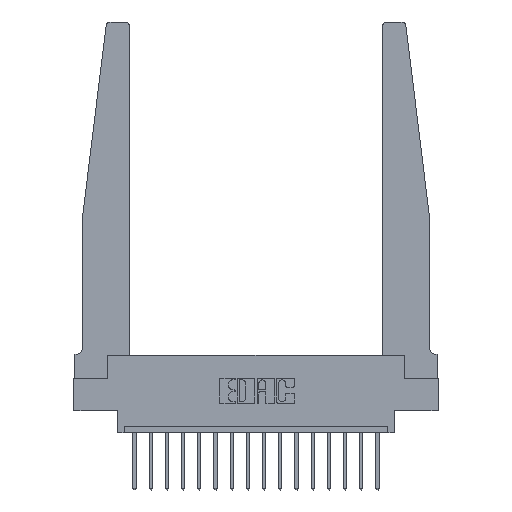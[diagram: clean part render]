
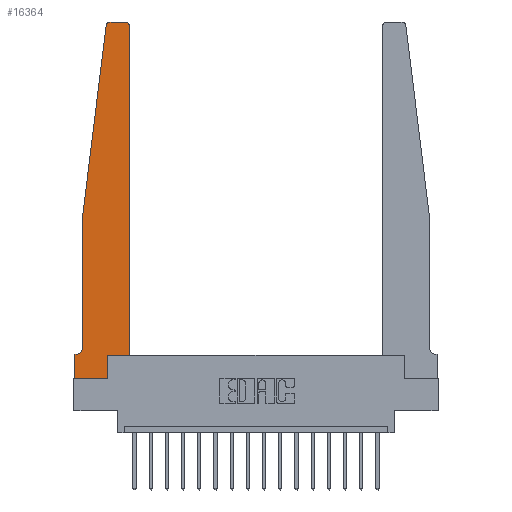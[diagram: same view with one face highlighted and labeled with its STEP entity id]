
A CAD part, top view. The second image highlights one B-rep face of the part: STEP entity #16364.
In plain terms, the highlighted planar face has unit normal (0, 0, 1).
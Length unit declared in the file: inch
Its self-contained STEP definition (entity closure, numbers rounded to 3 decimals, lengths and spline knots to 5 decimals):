
#74 = CARTESIAN_POINT ( 'NONE',  ( 0., 0., 0.37 ) ) ;
#88 = EDGE_CURVE ( 'NONE', #12409, #2252, #377, .T. ) ;
#89 = CARTESIAN_POINT ( 'NONE',  ( 0.065, 1.25, 0.37 ) ) ;
#377 = LINE ( 'NONE', #13624, #16337 ) ;
#718 = CIRCLE ( 'NONE', #12516, 0.03 ) ;
#726 = EDGE_CURVE ( 'NONE', #7119, #1272, #16516, .T. ) ;
#971 = VERTEX_POINT ( 'NONE', #977 ) ;
#977 = CARTESIAN_POINT ( 'NONE',  ( 0.065, 0.2375, 0.37 ) ) ;
#1045 = VERTEX_POINT ( 'NONE', #7291 ) ;
#1074 = CARTESIAN_POINT ( 'NONE',  ( 0.2605, 0.18, 0.37 ) ) ;
#1133 = CARTESIAN_POINT ( 'NONE',  ( 0., 0.1875, 0.37 ) ) ;
#1190 = ORIENTED_EDGE ( 'NONE', *, *, #4601, .T. ) ;
#1272 = VERTEX_POINT ( 'NONE', #1133 ) ;
#1349 = EDGE_CURVE ( 'NONE', #12212, #10398, #18309, .T. ) ;
#1772 = DIRECTION ( 'NONE',  ( 0., 0., 1. ) ) ;
#2252 = VERTEX_POINT ( 'NONE', #4591 ) ;
#2562 = CARTESIAN_POINT ( 'NONE',  ( 0.065, 1.25, 0.37 ) ) ;
#2579 = EDGE_CURVE ( 'NONE', #2252, #13139, #14134, .T. ) ;
#2727 = VECTOR ( 'NONE', #10819, 39.37008 ) ;
#3080 = CARTESIAN_POINT ( 'NONE',  ( 0.27653, 2.75, 0.37 ) ) ;
#3228 = DIRECTION ( 'NONE',  ( 1., 0., 0. ) ) ;
#3438 = VECTOR ( 'NONE', #5703, 39.37008 ) ;
#3593 = AXIS2_PLACEMENT_3D ( 'NONE', #17871, #7994, #16528 ) ;
#3700 = VECTOR ( 'NONE', #5878, 39.37008 ) ;
#3789 = ORIENTED_EDGE ( 'NONE', *, *, #726, .T. ) ;
#3844 = EDGE_CURVE ( 'NONE', #12577, #971, #16204, .T. ) ;
#4047 = VERTEX_POINT ( 'NONE', #4840 ) ;
#4059 = LINE ( 'NONE', #6789, #4235 ) ;
#4093 = VECTOR ( 'NONE', #6827, 39.37008 ) ;
#4200 = VECTOR ( 'NONE', #8620, 39.37008 ) ;
#4235 = VECTOR ( 'NONE', #16952, 39.37008 ) ;
#4591 = CARTESIAN_POINT ( 'NONE',  ( 0.2605, 0., 0.37 ) ) ;
#4601 = EDGE_CURVE ( 'NONE', #4047, #12212, #718, .T. ) ;
#4839 = AXIS2_PLACEMENT_3D ( 'NONE', #7352, #1772, #6216 ) ;
#4840 = CARTESIAN_POINT ( 'NONE',  ( 0.425, 2.72, 0.37 ) ) ;
#5246 = VERTEX_POINT ( 'NONE', #11084 ) ;
#5255 = ORIENTED_EDGE ( 'NONE', *, *, #12615, .T. ) ;
#5583 = EDGE_CURVE ( 'NONE', #1272, #12409, #7282, .T. ) ;
#5703 = DIRECTION ( 'NONE',  ( 0., -1., 0. ) ) ;
#5717 = ORIENTED_EDGE ( 'NONE', *, *, #1349, .T. ) ;
#5878 = DIRECTION ( 'NONE',  ( 0., -1., 0. ) ) ;
#5883 = ORIENTED_EDGE ( 'NONE', *, *, #3844, .T. ) ;
#6216 = DIRECTION ( 'NONE',  ( 1., 0., 0. ) ) ;
#6332 = ORIENTED_EDGE ( 'NONE', *, *, #5583, .T. ) ;
#6590 = AXIS2_PLACEMENT_3D ( 'NONE', #14229, #8734, #10147 ) ;
#6598 = CIRCLE ( 'NONE', #3593, 0.05 ) ;
#6789 = CARTESIAN_POINT ( 'NONE',  ( 0.425, 0.18, 0.37 ) ) ;
#6827 = DIRECTION ( 'NONE',  ( 0., 1., 0. ) ) ;
#7042 = EDGE_CURVE ( 'NONE', #1045, #12577, #9748, .T. ) ;
#7119 = VERTEX_POINT ( 'NONE', #13320 ) ;
#7140 = CARTESIAN_POINT ( 'NONE',  ( 0., 0., 0.37 ) ) ;
#7282 = LINE ( 'NONE', #74, #3700 ) ;
#7284 = VECTOR ( 'NONE', #9480, 39.37008 ) ;
#7291 = CARTESIAN_POINT ( 'NONE',  ( 0.24675, 2.72367, 0.37 ) ) ;
#7352 = CARTESIAN_POINT ( 'NONE',  ( 0., 0.1875, 0.37 ) ) ;
#7884 = EDGE_CURVE ( 'NONE', #10398, #1045, #12353, .T. ) ;
#7994 = DIRECTION ( 'NONE',  ( 0., 0., -1. ) ) ;
#8553 = VECTOR ( 'NONE', #15517, 39.37008 ) ;
#8620 = DIRECTION ( 'NONE',  ( -0.122, -0.992, 0. ) ) ;
#8734 = DIRECTION ( 'NONE',  ( 0., 0., 1. ) ) ;
#9075 = FACE_OUTER_BOUND ( 'NONE', #14085, .T. ) ;
#9480 = DIRECTION ( 'NONE',  ( 0., 1., 0. ) ) ;
#9748 = LINE ( 'NONE', #2562, #4200 ) ;
#10147 = DIRECTION ( 'NONE',  ( 1., 0., 0. ) ) ;
#10398 = VERTEX_POINT ( 'NONE', #3080 ) ;
#10819 = DIRECTION ( 'NONE',  ( -1., 0., 0. ) ) ;
#11084 = CARTESIAN_POINT ( 'NONE',  ( 0.425, 0.18, 0.37 ) ) ;
#11629 = CARTESIAN_POINT ( 'NONE',  ( 0.395, 2.72, 0.37 ) ) ;
#12212 = VERTEX_POINT ( 'NONE', #17637 ) ;
#12353 = CIRCLE ( 'NONE', #6590, 0.03 ) ;
#12409 = VERTEX_POINT ( 'NONE', #7140 ) ;
#12516 = AXIS2_PLACEMENT_3D ( 'NONE', #11629, #17230, #15968 ) ;
#12577 = VERTEX_POINT ( 'NONE', #14907 ) ;
#12615 = EDGE_CURVE ( 'NONE', #971, #7119, #6598, .T. ) ;
#13139 = VERTEX_POINT ( 'NONE', #17731 ) ;
#13320 = CARTESIAN_POINT ( 'NONE',  ( 0.015, 0.1875, 0.37 ) ) ;
#13407 = PLANE ( 'NONE',  #4839 ) ;
#13624 = CARTESIAN_POINT ( 'NONE',  ( 0., 0., 0.37 ) ) ;
#14085 = EDGE_LOOP ( 'NONE', ( #5717, #17640, #18281, #5883, #5255, #3789, #6332, #14216, #17432, #14128, #15281, #1190 ) ) ;
#14128 = ORIENTED_EDGE ( 'NONE', *, *, #16207, .T. ) ;
#14134 = LINE ( 'NONE', #1074, #4093 ) ;
#14216 = ORIENTED_EDGE ( 'NONE', *, *, #88, .T. ) ;
#14229 = CARTESIAN_POINT ( 'NONE',  ( 0.27653, 2.72, 0.37 ) ) ;
#14907 = CARTESIAN_POINT ( 'NONE',  ( 0.065, 1.25, 0.37 ) ) ;
#15281 = ORIENTED_EDGE ( 'NONE', *, *, #17825, .T. ) ;
#15420 = LINE ( 'NONE', #18308, #7284 ) ;
#15517 = DIRECTION ( 'NONE',  ( -1., 0., 0. ) ) ;
#15968 = DIRECTION ( 'NONE',  ( 1., 0., 0. ) ) ;
#16204 = LINE ( 'NONE', #89, #3438 ) ;
#16207 = EDGE_CURVE ( 'NONE', #13139, #5246, #4059, .T. ) ;
#16337 = VECTOR ( 'NONE', #3228, 39.37008 ) ;
#16364 = ADVANCED_FACE ( 'NONE', ( #9075 ), #13407, .T. ) ;
#16516 = LINE ( 'NONE', #18049, #2727 ) ;
#16528 = DIRECTION ( 'NONE',  ( -1., 0., 0. ) ) ;
#16952 = DIRECTION ( 'NONE',  ( 1., 0., 0. ) ) ;
#17230 = DIRECTION ( 'NONE',  ( 0., 0., 1. ) ) ;
#17432 = ORIENTED_EDGE ( 'NONE', *, *, #2579, .T. ) ;
#17637 = CARTESIAN_POINT ( 'NONE',  ( 0.395, 2.75, 0.37 ) ) ;
#17640 = ORIENTED_EDGE ( 'NONE', *, *, #7884, .T. ) ;
#17731 = CARTESIAN_POINT ( 'NONE',  ( 0.2605, 0.18, 0.37 ) ) ;
#17825 = EDGE_CURVE ( 'NONE', #5246, #4047, #15420, .T. ) ;
#17871 = CARTESIAN_POINT ( 'NONE',  ( 0.015, 0.2375, 0.37 ) ) ;
#18049 = CARTESIAN_POINT ( 'NONE',  ( 0.065, 0.1875, 0.37 ) ) ;
#18281 = ORIENTED_EDGE ( 'NONE', *, *, #7042, .T. ) ;
#18308 = CARTESIAN_POINT ( 'NONE',  ( 0.425, 0.18, 0.37 ) ) ;
#18309 = LINE ( 'NONE', #18492, #8553 ) ;
#18492 = CARTESIAN_POINT ( 'NONE',  ( 0.25, 2.75, 0.37 ) ) ;
